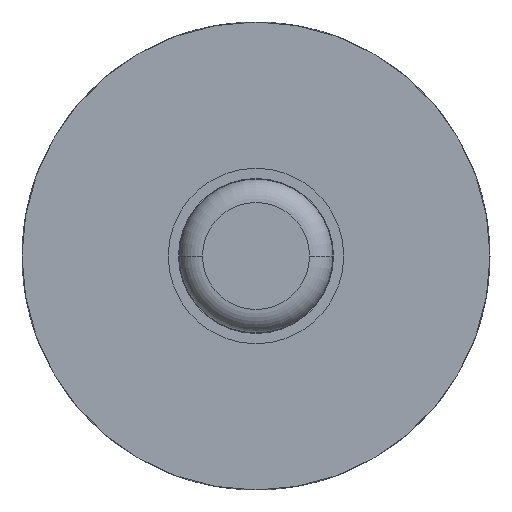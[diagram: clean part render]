
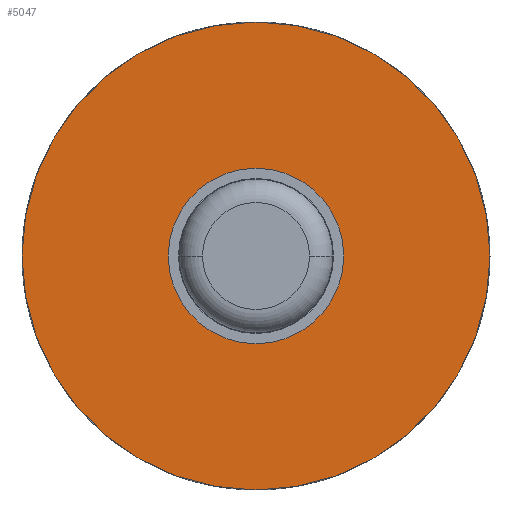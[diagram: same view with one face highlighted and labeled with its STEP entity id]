
A CAD part, front view. The second image highlights one B-rep face of the part: STEP entity #5047.
In plain terms, the highlighted planar face has unit normal (0, -1, 0).
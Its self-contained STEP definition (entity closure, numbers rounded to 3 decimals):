
#530 = AXIS2_PLACEMENT_3D ( 'NONE', #7591, #8562, #11167 ) ;
#1043 = VERTEX_POINT ( 'NONE', #2019 ) ;
#1113 = DIRECTION ( 'NONE',  ( 0., 0., 1. ) ) ;
#1495 = ORIENTED_EDGE ( 'NONE', *, *, #7753, .F. ) ;
#1921 = ORIENTED_EDGE ( 'NONE', *, *, #6382, .T. ) ;
#1938 = CIRCLE ( 'NONE', #9929, 4. ) ;
#2019 = CARTESIAN_POINT ( 'NONE',  ( 0., 27.3, 4. ) ) ;
#2141 = VERTEX_POINT ( 'NONE', #8564 ) ;
#2450 = CIRCLE ( 'NONE', #530, 4. ) ;
#2821 = PLANE ( 'NONE',  #9640 ) ;
#3604 = CARTESIAN_POINT ( 'NONE',  ( 0., 27.3, -4. ) ) ;
#3622 = DIRECTION ( 'NONE',  ( 0., 1., 0. ) ) ;
#3656 = CARTESIAN_POINT ( 'NONE',  ( 0., 27.3, 0. ) ) ;
#3702 = DIRECTION ( 'NONE',  ( 0., 1., 0. ) ) ;
#3874 = FACE_BOUND ( 'NONE', #7756, .T. ) ;
#4026 = CARTESIAN_POINT ( 'NONE',  ( 0., 27.3, -0.9 ) ) ;
#4035 = DIRECTION ( 'NONE',  ( 0., 1., 0. ) ) ;
#4583 = DIRECTION ( 'NONE',  ( 0., 0., 1. ) ) ;
#5047 = ADVANCED_FACE ( 'Defeature ausgef�hrt1_44', ( #5534, #3874 ), #2821, .F. ) ;
#5534 = FACE_OUTER_BOUND ( 'NONE', #10419, .T. ) ;
#5639 = DIRECTION ( 'NONE',  ( 0., 1., 0. ) ) ;
#5847 = ORIENTED_EDGE ( 'NONE', *, *, #5884, .F. ) ;
#5884 = EDGE_CURVE ( 'Defeature ausgef�hrt1_45+Defeature ausgef�hrt1_44+Defeature ausgef�hrt1_44+Defeature ausgef�hrt1_44', #7397, #1043, #1938, .T. ) ;
#6042 = AXIS2_PLACEMENT_3D ( 'NONE', #6628, #4035, #7391 ) ;
#6382 = EDGE_CURVE ( 'Defeature ausgef�hrt1_44+Defeature ausgef�hrt1_9+Defeature ausgef�hrt1_9+Defeature ausgef�hrt1_9', #7133, #2141, #7115, .T. ) ;
#6628 = CARTESIAN_POINT ( 'NONE',  ( 0., 27.3, 0. ) ) ;
#7077 = DIRECTION ( 'NONE',  ( 0., 0., 1. ) ) ;
#7115 = CIRCLE ( 'NONE', #8110, 0.9 ) ;
#7133 = VERTEX_POINT ( 'NONE', #4026 ) ;
#7391 = DIRECTION ( 'NONE',  ( 0., 0., 1. ) ) ;
#7397 = VERTEX_POINT ( 'NONE', #3604 ) ;
#7591 = CARTESIAN_POINT ( 'NONE',  ( 0., 27.3, 0. ) ) ;
#7753 = EDGE_CURVE ( 'Defeature ausgef�hrt1_45+Defeature ausgef�hrt1_44+Defeature ausgef�hrt1_44+Defeature ausgef�hrt1_44', #1043, #7397, #2450, .T. ) ;
#7756 = EDGE_LOOP ( 'NONE', ( #10895, #1921 ) ) ;
#8110 = AXIS2_PLACEMENT_3D ( 'NONE', #3656, #3622, #4583 ) ;
#8562 = DIRECTION ( 'NONE',  ( 0., 1., 0. ) ) ;
#8564 = CARTESIAN_POINT ( 'NONE',  ( 0., 27.3, 0.9 ) ) ;
#8955 = CARTESIAN_POINT ( 'NONE',  ( 0., 27.3, 0. ) ) ;
#9241 = CIRCLE ( 'NONE', #6042, 0.9 ) ;
#9640 = AXIS2_PLACEMENT_3D ( 'NONE', #10664, #5639, #1113 ) ;
#9929 = AXIS2_PLACEMENT_3D ( 'NONE', #8955, #3702, #7077 ) ;
#10008 = EDGE_CURVE ( 'Defeature ausgef�hrt1_44+Defeature ausgef�hrt1_9+Defeature ausgef�hrt1_9+Defeature ausgef�hrt1_9', #2141, #7133, #9241, .T. ) ;
#10419 = EDGE_LOOP ( 'NONE', ( #1495, #5847 ) ) ;
#10664 = CARTESIAN_POINT ( 'NONE',  ( 0.9, 27.3, 0. ) ) ;
#10895 = ORIENTED_EDGE ( 'NONE', *, *, #10008, .T. ) ;
#11167 = DIRECTION ( 'NONE',  ( 0., 0., 1. ) ) ;
